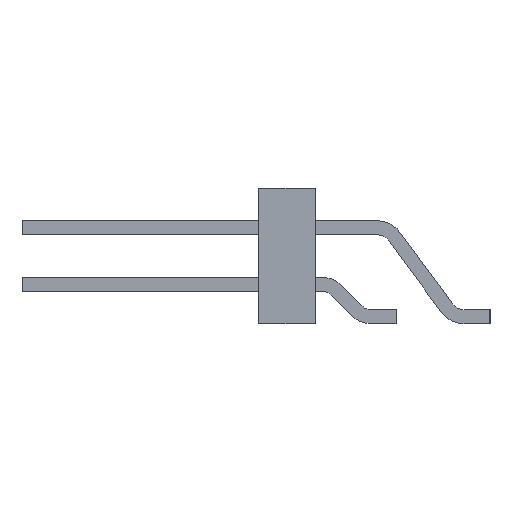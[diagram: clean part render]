
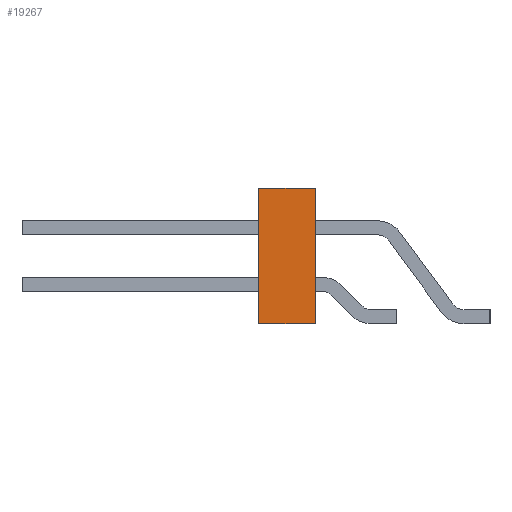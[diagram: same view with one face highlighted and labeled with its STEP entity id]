
A CAD part, left-side view. The second image highlights one B-rep face of the part: STEP entity #19267.
In plain terms, the highlighted face is planar.
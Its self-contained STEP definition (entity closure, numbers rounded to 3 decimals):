
#2266 = VERTEX_POINT('',#2267);
#2267 = CARTESIAN_POINT('',(19.05,3.048,1.27));
#2273 = EDGE_CURVE('',#2266,#2274,#2276,.T.);
#2274 = VERTEX_POINT('',#2275);
#2275 = CARTESIAN_POINT('',(19.05,3.048,-1.27));
#2276 = LINE('',#2277,#2278);
#2277 = CARTESIAN_POINT('',(19.05,3.048,1.27));
#2278 = VECTOR('',#2279,1.);
#2279 = DIRECTION('',(0.,0.,-1.));
#8342 = VERTEX_POINT('',#8343);
#8343 = CARTESIAN_POINT('',(19.05,-3.048,-1.27));
#8349 = EDGE_CURVE('',#8350,#8342,#8352,.T.);
#8350 = VERTEX_POINT('',#8351);
#8351 = CARTESIAN_POINT('',(19.05,-3.048,1.27));
#8352 = LINE('',#8353,#8354);
#8353 = CARTESIAN_POINT('',(19.05,-3.048,1.27));
#8354 = VECTOR('',#8355,1.);
#8355 = DIRECTION('',(0.,0.,-1.));
#14685 = EDGE_CURVE('',#8350,#2266,#14686,.T.);
#14686 = LINE('',#14687,#14688);
#14687 = CARTESIAN_POINT('',(19.05,-3.048,1.27));
#14688 = VECTOR('',#14689,1.);
#14689 = DIRECTION('',(0.,1.,0.));
#17204 = EDGE_CURVE('',#8342,#2274,#17205,.T.);
#17205 = LINE('',#17206,#17207);
#17206 = CARTESIAN_POINT('',(19.05,-3.048,-1.27));
#17207 = VECTOR('',#17208,1.);
#17208 = DIRECTION('',(0.,1.,0.));
#19267 = ADVANCED_FACE('',(#19268),#19274,.F.);
#19268 = FACE_BOUND('',#19269,.T.);
#19269 = EDGE_LOOP('',(#19270,#19271,#19272,#19273));
#19270 = ORIENTED_EDGE('',*,*,#17204,.T.);
#19271 = ORIENTED_EDGE('',*,*,#2273,.F.);
#19272 = ORIENTED_EDGE('',*,*,#14685,.F.);
#19273 = ORIENTED_EDGE('',*,*,#8349,.T.);
#19274 = PLANE('',#19275);
#19275 = AXIS2_PLACEMENT_3D('',#19276,#19277,#19278);
#19276 = CARTESIAN_POINT('',(19.05,-3.048,1.27));
#19277 = DIRECTION('',(-1.,0.,0.));
#19278 = DIRECTION('',(0.,0.,1.));
